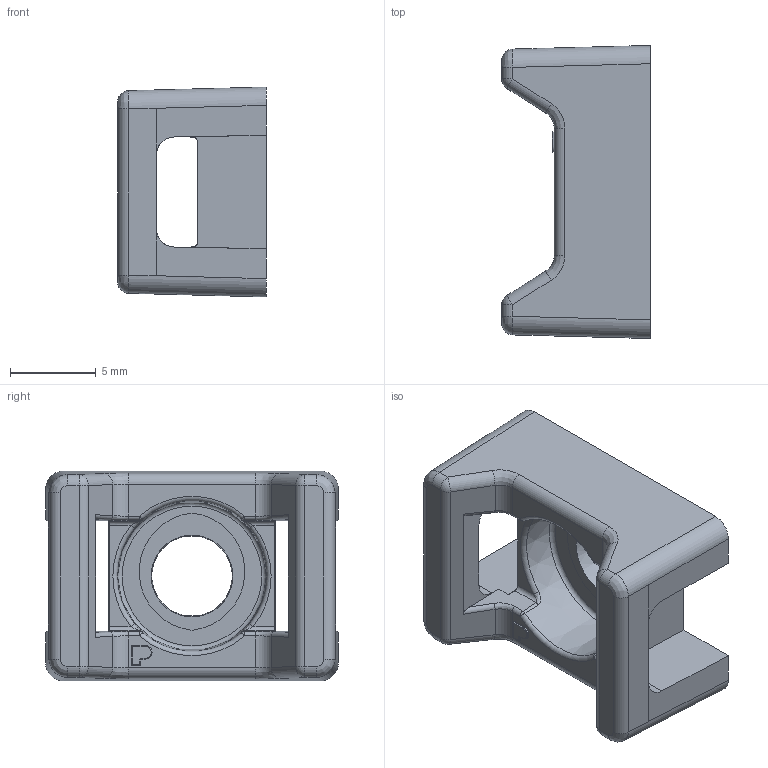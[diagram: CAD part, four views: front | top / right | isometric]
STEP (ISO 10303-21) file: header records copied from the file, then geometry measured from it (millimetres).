
FILE_DESCRIPTION(/* description */ (''),/* implementation_level */ '2;1');
FILE_NAME(/* name */ 'PANDUIT_SGTM2S8.stp',/* time_stamp */ '2013-08-06T10:14:42-05:00',/* author */ (''),/* organization */ (''),/* preprocessor_version */ 'ST-DEVELOPER v11',/* originating_system */ 'SIEMENS PLM Software NX 7.5',/* authorisation */ '');
FILE_SCHEMA (('CONFIG_CONTROL_DESIGN'));
Length unit declared in the file: inch
Products named in the file (1): bwg6F1D45nh
Bounding box: 8.64 x 17.04 x 12.22 mm (x, y, z)
Volume: 760.2 mm3; surface area: 959 mm2
Topology: 1 solids, 1 shells, 127 faces, 321 edges, 183 vertices
Faces by surface type: cylinder 48, plane 39, bspline 20, sphere 11, torus 7, cone 2
Entity records: 4039 total; most frequent: CARTESIAN_POINT 991, DIRECTION 651, ORIENTED_EDGE 610, EDGE_CURVE 305, AXIS2_PLACEMENT_3D 249, VERTEX_POINT 181, LINE 153, VECTOR 153
